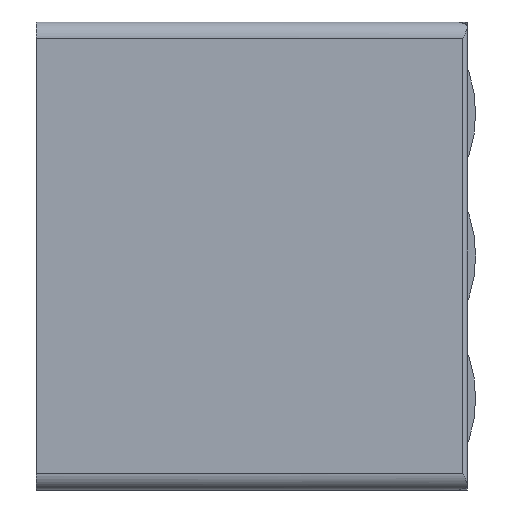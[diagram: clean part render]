
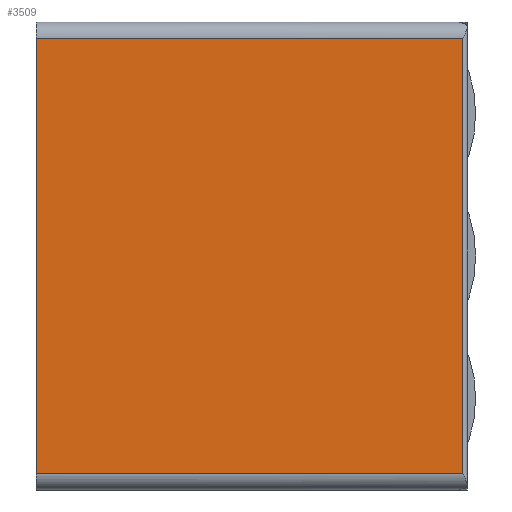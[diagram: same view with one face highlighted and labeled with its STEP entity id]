
A CAD part, front view. The second image highlights one B-rep face of the part: STEP entity #3509.
In plain terms, the highlighted planar face has unit normal (0, -1, 0).
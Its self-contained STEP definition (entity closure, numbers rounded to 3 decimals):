
#43 = VERTEX_POINT ( 'NONE', #3608 ) ;
#138 = ORIENTED_EDGE ( 'NONE', *, *, #3779, .T. ) ;
#162 = LINE ( 'NONE', #2533, #2046 ) ;
#215 = EDGE_CURVE ( 'NONE', #5183, #43, #2744, .T. ) ;
#387 = EDGE_LOOP ( 'NONE', ( #138, #2878, #1003, #656 ) ) ;
#482 = AXIS2_PLACEMENT_3D ( 'NONE', #1196, #5297, #2853 ) ;
#656 = ORIENTED_EDGE ( 'NONE', *, *, #215, .T. ) ;
#699 = VERTEX_POINT ( 'NONE', #4049 ) ;
#974 = DIRECTION ( 'NONE',  ( 0., 0., -1. ) ) ;
#1003 = ORIENTED_EDGE ( 'NONE', *, *, #2450, .F. ) ;
#1125 = DIRECTION ( 'NONE',  ( -1., 0., 0. ) ) ;
#1196 = CARTESIAN_POINT ( 'NONE',  ( 0., 0., 22.7 ) ) ;
#1217 = LINE ( 'NONE', #2170, #2168 ) ;
#1722 = DIRECTION ( 'NONE',  ( -1., 0., 0. ) ) ;
#1759 = CARTESIAN_POINT ( 'NONE',  ( 20.67, 0., 22.7 ) ) ;
#2005 = PLANE ( 'NONE',  #482 ) ;
#2046 = VECTOR ( 'NONE', #1722, 1000. ) ;
#2168 = VECTOR ( 'NONE', #974, 1000. ) ;
#2169 = DIRECTION ( 'NONE',  ( 0., 0., -1. ) ) ;
#2170 = CARTESIAN_POINT ( 'NONE',  ( 0., 0., 22.7 ) ) ;
#2450 = EDGE_CURVE ( 'NONE', #5183, #699, #3115, .T. ) ;
#2533 = CARTESIAN_POINT ( 'NONE',  ( 20.9, 0., 0.8 ) ) ;
#2744 = LINE ( 'NONE', #3580, #3948 ) ;
#2853 = DIRECTION ( 'NONE',  ( 0., 0., 1. ) ) ;
#2878 = ORIENTED_EDGE ( 'NONE', *, *, #4345, .F. ) ;
#3115 = LINE ( 'NONE', #1759, #5145 ) ;
#3296 = CARTESIAN_POINT ( 'NONE',  ( 20.67, 0., 21.9 ) ) ;
#3509 = ADVANCED_FACE ( 'NONE', ( #3592 ), #2005, .F. ) ;
#3580 = CARTESIAN_POINT ( 'NONE',  ( 20.9, 0., 21.9 ) ) ;
#3592 = FACE_OUTER_BOUND ( 'NONE', #387, .T. ) ;
#3608 = CARTESIAN_POINT ( 'NONE',  ( 0., 0., 21.9 ) ) ;
#3779 = EDGE_CURVE ( 'NONE', #43, #4154, #1217, .T. ) ;
#3948 = VECTOR ( 'NONE', #1125, 1000. ) ;
#4049 = CARTESIAN_POINT ( 'NONE',  ( 20.67, 0., 0.8 ) ) ;
#4154 = VERTEX_POINT ( 'NONE', #5292 ) ;
#4345 = EDGE_CURVE ( 'NONE', #699, #4154, #162, .T. ) ;
#5145 = VECTOR ( 'NONE', #2169, 1000. ) ;
#5183 = VERTEX_POINT ( 'NONE', #3296 ) ;
#5292 = CARTESIAN_POINT ( 'NONE',  ( 0., 0., 0.8 ) ) ;
#5297 = DIRECTION ( 'NONE',  ( 0., 1., 0. ) ) ;
